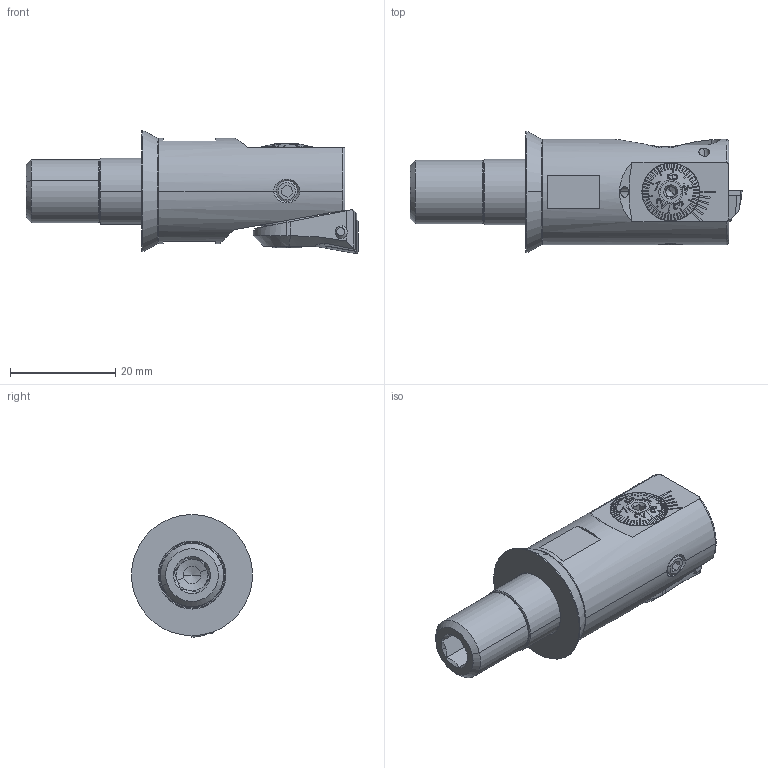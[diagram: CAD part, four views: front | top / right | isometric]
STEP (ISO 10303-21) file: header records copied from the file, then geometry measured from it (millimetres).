
FILE_DESCRIPTION (( 'STEP AP203' ), '1' );
FILE_NAME ('C01.020.024.041.STEP', '2018-03-06T13:57:33', ( 'SWIAdmin' ), ( 'Hewlett-Packard Company' ), 'SwSTEP 2.0', 'SolidWorks 2017', '' );
FILE_SCHEMA (( 'CONFIG_CONTROL_DESIGN' ));
Length unit declared in the file: millimetre
Products named in the file (21): D23-D20.HP4.003_A; F20-BG2.011.004_A; CCMT060204; HP4-ER2.008.028_A; F20-BG2.007.006_A; WCA-ER2.001.006_A; C01.020.024.041; Fxx-MAB.xxx.xxx_A_F20M1x2; F20-WCA.001.005; F20-BG1.DA2.011_Aktuell 06.2014-M1x2; F20-ER1.101.006_A; F20-BG3.004.017_A; Zyl..schr..BN 9524_M3x5; PEE-DA1.011.026_A; F20-BG1.DA1.011_A_Aktuell 06.2014-M1x2; Klebstoff D4; F20-BG2.008.009_A; HP4-F20.DA1.041_A; ISO 4026 - M4 x 3; F20-BG2.011.003_A; F20-WCA.001.005_D_fertigbearbeitet
Assembly tree (20 placements, depth 3):
  C01.020.024.041
    HP4-F20.DA1.041_A
    F20-WCA.001.005
      F20-WCA.001.005_D_fertigbearbeitet
      CCMT060204
      WCA-ER2.001.006_A
    F20-ER1.101.006_A
    Zyl..schr..BN 9524_M3x5
    F20-BG1.DA2.011_Aktuell 06.2014-M1x2
      F20-BG1.DA1.011_A_Aktuell 06.2014-M1x2
      F20-BG2.008.009_A
      F20-BG2.011.003_A
      F20-BG2.011.004_A
      F20-BG2.007.006_A
      Fxx-MAB.xxx.xxx_A_F20M1x2
    F20-BG3.004.017_A
    PEE-DA1.011.026_A
    Klebstoff D4
    ISO 4026 - M4 x 3
    D23-D20.HP4.003_A
    HP4-ER2.008.028_A
Bounding box: 63 x 23 x 23.35 mm (x, y, z)
Volume: 12613.4 mm3; surface area: 10312.7 mm2
Topology: 18 solids, 18 shells, 883 faces, 2261 edges, 1428 vertices
Faces by surface type: plane 387, cone 200, cylinder 193, torus 53, bspline 48, sphere 2
Entity records: 31881 total; most frequent: CARTESIAN_POINT 9210, ORIENTED_EDGE 4490, DIRECTION 3978, EDGE_CURVE 2245, AXIS2_PLACEMENT_3D 1529, VERTEX_POINT 1428, EDGE_LOOP 947, VECTOR 920
